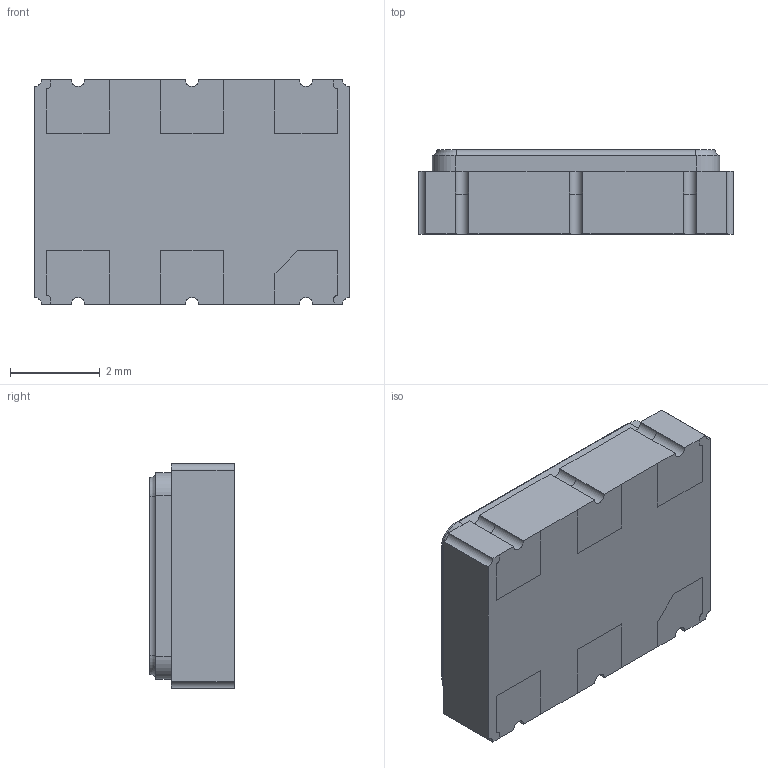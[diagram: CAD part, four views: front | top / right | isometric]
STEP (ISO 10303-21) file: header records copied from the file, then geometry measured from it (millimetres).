
FILE_DESCRIPTION (( 'STEP AP214' ), '1' );
FILE_NAME ('QT185.STEP', '2023-08-14T16:15:36', ( '' ), ( '' ), 'SwSTEP 2.0', 'SolidWorks 2022', '' );
FILE_SCHEMA (( 'AUTOMOTIVE_DESIGN' ));
Length unit declared in the file: inch
Products named in the file (1): QT185
Bounding box: 7.01 x 1.88 x 5 mm (x, y, z)
Volume: 47.6 mm3; surface area: 208.7 mm2
Topology: 3 solids, 3 shells, 272 faces, 781 edges, 553 vertices
Faces by surface type: plane 162, bspline 54, cylinder 48, torus 8
Entity records: 15751 total; most frequent: CARTESIAN_POINT 5181, ORIENTED_EDGE 1562, DIRECTION 1223, EDGE_CURVE 781, VECTOR 561, LINE 561, VERTEX_POINT 553, AXIS2_PLACEMENT_3D 331
